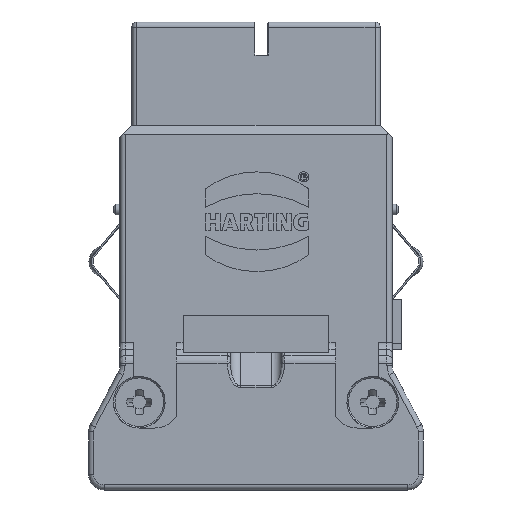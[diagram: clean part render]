
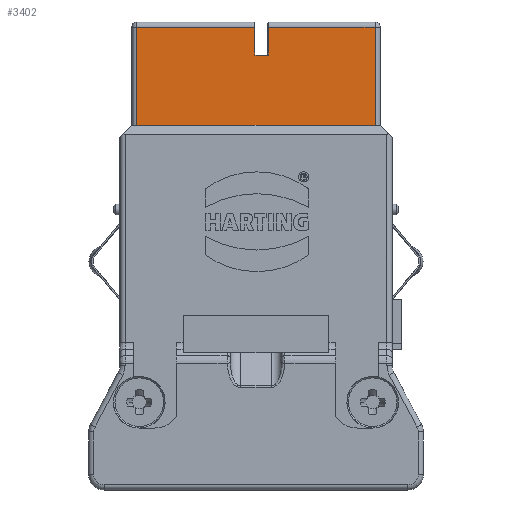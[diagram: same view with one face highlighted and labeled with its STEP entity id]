
A CAD part, front view. The second image highlights one B-rep face of the part: STEP entity #3402.
In plain terms, the highlighted planar face has unit normal (0, -1, 0).
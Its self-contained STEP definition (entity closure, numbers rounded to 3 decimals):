
#2580=FACE_OUTER_BOUND('',#5199,.T.);
#3402=ADVANCED_FACE('',(#2580),#4285,.F.);
#4285=PLANE('',#20013);
#5199=EDGE_LOOP('',(#6756,#6757,#6758,#6759,#6760,#6761,#6762,#6763));
#6756=ORIENTED_EDGE('',*,*,#12862,.F.);
#6757=ORIENTED_EDGE('',*,*,#12855,.F.);
#6758=ORIENTED_EDGE('',*,*,#12849,.F.);
#6759=ORIENTED_EDGE('',*,*,#12838,.F.);
#6760=ORIENTED_EDGE('',*,*,#12907,.F.);
#6761=ORIENTED_EDGE('',*,*,#12908,.F.);
#6762=ORIENTED_EDGE('',*,*,#12903,.F.);
#6763=ORIENTED_EDGE('',*,*,#12906,.F.);
#11123=VERTEX_POINT('',#26716);
#11203=VERTEX_POINT('',#27203);
#11204=VERTEX_POINT('',#27205);
#11211=VERTEX_POINT('',#27227);
#11214=VERTEX_POINT('',#27241);
#11243=VERTEX_POINT('',#27335);
#11244=VERTEX_POINT('',#27337);
#11246=VERTEX_POINT('',#27345);
#12838=EDGE_CURVE('',#11203,#11204,#16084,.T.);
#12849=EDGE_CURVE('',#11204,#11211,#16091,.T.);
#12855=EDGE_CURVE('',#11211,#11214,#16095,.T.);
#12862=EDGE_CURVE('',#11214,#11123,#16100,.T.);
#12903=EDGE_CURVE('',#11243,#11244,#16134,.T.);
#12906=EDGE_CURVE('',#11123,#11243,#16137,.T.);
#12907=EDGE_CURVE('',#11246,#11203,#16138,.T.);
#12908=EDGE_CURVE('',#11244,#11246,#16139,.T.);
#16084=LINE('',#27204,#17822);
#16091=LINE('',#27226,#17829);
#16095=LINE('',#27240,#17833);
#16100=LINE('',#27256,#17838);
#16134=LINE('',#27336,#17872);
#16137=LINE('',#27342,#17875);
#16138=LINE('',#27344,#17876);
#16139=LINE('',#27346,#17877);
#17822=VECTOR('',#21919,1.);
#17829=VECTOR('',#21942,1.);
#17833=VECTOR('',#21952,1.);
#17838=VECTOR('',#21963,1.);
#17872=VECTOR('',#22037,1.);
#17875=VECTOR('',#22042,1.);
#17876=VECTOR('',#22045,1.);
#17877=VECTOR('',#22046,1.);
#20013=AXIS2_PLACEMENT_3D('',#27347,#22047,#22048);
#21919=DIRECTION('',(1.,0.,0.));
#21942=DIRECTION('',(0.,0.,-1.));
#21952=DIRECTION('',(-1.,0.,0.));
#21963=DIRECTION('',(0.,0.,1.));
#22037=DIRECTION('',(0.,0.,-1.));
#22042=DIRECTION('',(1.,0.,0.));
#22045=DIRECTION('',(0.,0.,1.));
#22046=DIRECTION('',(1.,0.,0.));
#22047=DIRECTION('',(0.,1.,0.));
#22048=DIRECTION('',(1.,0.,0.));
#26716=CARTESIAN_POINT('',(-11.525,-4.9,44.8));
#27203=CARTESIAN_POINT('',(1.2,-4.9,44.8));
#27204=CARTESIAN_POINT('',(1.2,-4.9,44.8));
#27205=CARTESIAN_POINT('',(11.525,-4.9,44.8));
#27226=CARTESIAN_POINT('',(11.525,-4.9,44.8));
#27227=CARTESIAN_POINT('',(11.525,-4.9,35.3));
#27240=CARTESIAN_POINT('',(11.525,-4.9,35.3));
#27241=CARTESIAN_POINT('',(-11.525,-4.9,35.3));
#27256=CARTESIAN_POINT('',(-11.525,-4.9,35.3));
#27335=CARTESIAN_POINT('',(-0.1,-4.9,44.8));
#27336=CARTESIAN_POINT('',(-0.1,-4.9,44.8));
#27337=CARTESIAN_POINT('',(-0.1,-4.9,42.1));
#27342=CARTESIAN_POINT('',(-11.525,-4.9,44.8));
#27344=CARTESIAN_POINT('',(1.2,-4.9,42.1));
#27345=CARTESIAN_POINT('',(1.2,-4.9,42.1));
#27346=CARTESIAN_POINT('',(-0.1,-4.9,42.1));
#27347=CARTESIAN_POINT('',(-12.025,-4.9,45.3));
